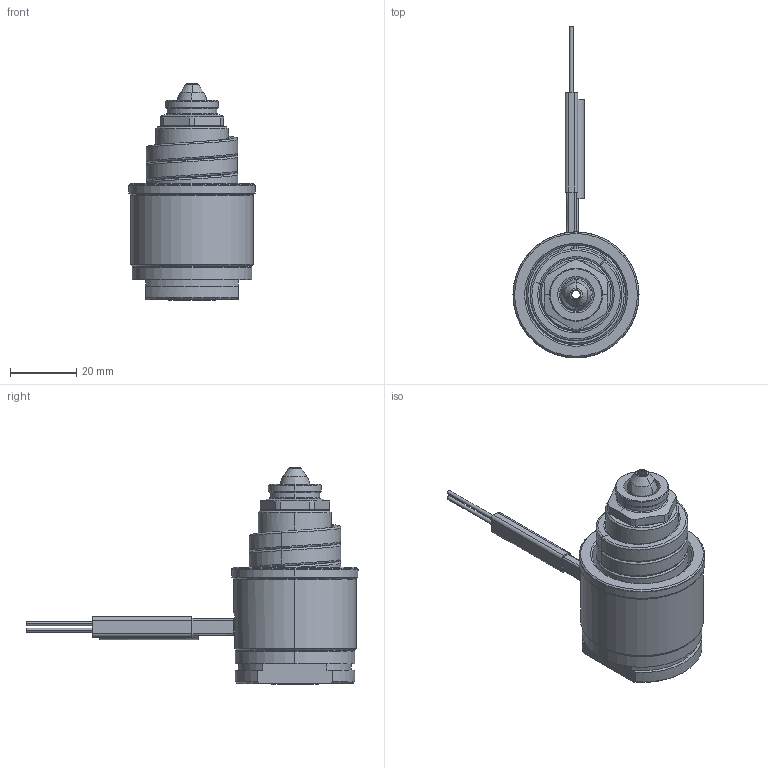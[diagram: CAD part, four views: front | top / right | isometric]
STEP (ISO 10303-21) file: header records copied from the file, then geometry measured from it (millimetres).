
FILE_DESCRIPTION((''),'2;1');
FILE_NAME('LS-66-AKM-N_ASM','2014-02-20T',('Íàòàëüÿ'),('IMID'),'PRO/ENGINEER BY PARAMETRIC TECHNOLOGY CORPORATION, 2010480','PRO/ENGINEER BY PARAMETRIC TECHNOLOGY CORPORATION, 2010480','');
FILE_SCHEMA(('CONFIG_CONTROL_DESIGN'));
Length unit declared in the file: millimetre
Products named in the file (3): LS-66-AKM; CMLS-1025_FORSUNKA; LS-66-AKM-N_ASM
Assembly tree (2 placements, depth 2):
  LS-66-AKM-N_ASM
    LS-66-AKM
    CMLS-1025_FORSUNKA
Bounding box: 38 x 100 x 65.2 mm (x, y, z)
Volume: 42177.2 mm3; surface area: 22894.1 mm2
Topology: 2 solids, 8 shells, 321 faces, 867 edges, 553 vertices
Faces by surface type: cylinder 114, cone 62, plane 51, bspline 50, torus 30, revolution 9, extrusion 5
Entity records: 14908 total; most frequent: CARTESIAN_POINT 6895, ORIENTED_EDGE 1694, DIRECTION 1654, EDGE_CURVE 859, AXIS2_PLACEMENT_3D 685, VERTEX_POINT 553, CIRCLE 421, EDGE_LOOP 346
